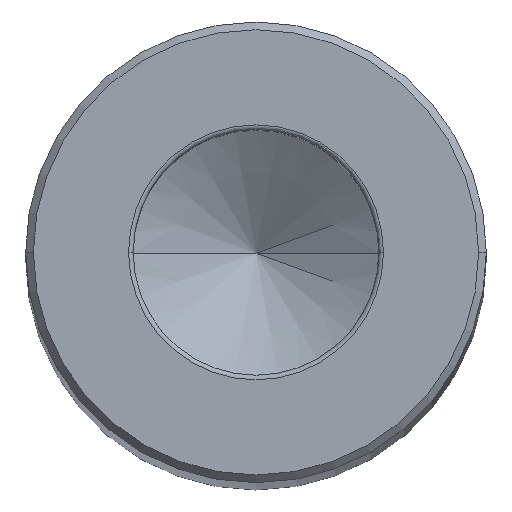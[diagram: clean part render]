
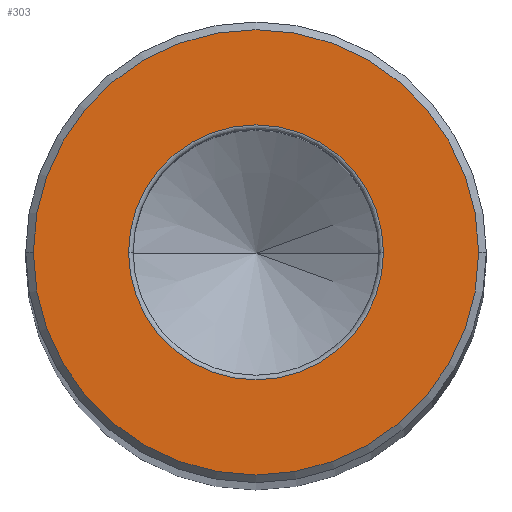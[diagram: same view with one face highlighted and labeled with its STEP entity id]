
A CAD part, top view. The second image highlights one B-rep face of the part: STEP entity #303.
In plain terms, the highlighted planar face has unit normal (0, 0, 1).
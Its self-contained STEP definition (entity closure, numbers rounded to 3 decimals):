
#16 = VERTEX_POINT ( 'NONE', #454 ) ;
#23 = DIRECTION ( 'NONE',  ( 0., 0., 1. ) ) ;
#26 = CARTESIAN_POINT ( 'NONE',  ( 0., 0., 0. ) ) ;
#31 = DIRECTION ( 'NONE',  ( 0., 0., 1. ) ) ;
#41 = CIRCLE ( 'NONE', #309, 8.3 ) ;
#43 = FACE_BOUND ( 'NONE', #235, .T. ) ;
#45 = VERTEX_POINT ( 'NONE', #48 ) ;
#46 = DIRECTION ( 'NONE',  ( 1., 0., 0. ) ) ;
#48 = CARTESIAN_POINT ( 'NONE',  ( 8.3, 0., 0. ) ) ;
#78 = CARTESIAN_POINT ( 'NONE',  ( 14.5, 0., 0. ) ) ;
#111 = DIRECTION ( 'NONE',  ( 0., 0., 1. ) ) ;
#122 = CARTESIAN_POINT ( 'NONE',  ( 0., 0., 0. ) ) ;
#130 = CARTESIAN_POINT ( 'NONE',  ( -14.5, 0., 0. ) ) ;
#143 = DIRECTION ( 'NONE',  ( 0., 0., -1. ) ) ;
#156 = DIRECTION ( 'NONE',  ( 1., 0., 0. ) ) ;
#157 = EDGE_CURVE ( 'NONE', #332, #228, #302, .T. ) ;
#164 = PLANE ( 'NONE',  #358 ) ;
#177 = EDGE_CURVE ( 'NONE', #45, #16, #379, .T. ) ;
#190 = ORIENTED_EDGE ( 'NONE', *, *, #503, .T. ) ;
#195 = AXIS2_PLACEMENT_3D ( 'NONE', #323, #111, #405 ) ;
#216 = EDGE_LOOP ( 'NONE', ( #340, #231 ) ) ;
#221 = DIRECTION ( 'NONE',  ( 1., 0., 0. ) ) ;
#228 = VERTEX_POINT ( 'NONE', #130 ) ;
#231 = ORIENTED_EDGE ( 'NONE', *, *, #157, .T. ) ;
#235 = EDGE_LOOP ( 'NONE', ( #559, #190 ) ) ;
#264 = CARTESIAN_POINT ( 'NONE',  ( 0., 0., 0. ) ) ;
#274 = EDGE_CURVE ( 'NONE', #228, #332, #464, .T. ) ;
#288 = DIRECTION ( 'NONE',  ( 1., 0., 0. ) ) ;
#302 = CIRCLE ( 'NONE', #195, 14.5 ) ;
#303 = ADVANCED_FACE ( 'NONE', ( #43, #528 ), #164, .T. ) ;
#309 = AXIS2_PLACEMENT_3D ( 'NONE', #26, #143, #46 ) ;
#323 = CARTESIAN_POINT ( 'NONE',  ( 0., 0., 0. ) ) ;
#332 = VERTEX_POINT ( 'NONE', #78 ) ;
#340 = ORIENTED_EDGE ( 'NONE', *, *, #274, .T. ) ;
#358 = AXIS2_PLACEMENT_3D ( 'NONE', #264, #23, #221 ) ;
#379 = CIRCLE ( 'NONE', #549, 8.3 ) ;
#405 = DIRECTION ( 'NONE',  ( 1., 0., 0. ) ) ;
#454 = CARTESIAN_POINT ( 'NONE',  ( -8.3, 0., 0. ) ) ;
#463 = CARTESIAN_POINT ( 'NONE',  ( 0., 0., 0. ) ) ;
#464 = CIRCLE ( 'NONE', #592, 14.5 ) ;
#503 = EDGE_CURVE ( 'NONE', #16, #45, #41, .T. ) ;
#528 = FACE_OUTER_BOUND ( 'NONE', #216, .T. ) ;
#549 = AXIS2_PLACEMENT_3D ( 'NONE', #463, #557, #156 ) ;
#557 = DIRECTION ( 'NONE',  ( 0., 0., -1. ) ) ;
#559 = ORIENTED_EDGE ( 'NONE', *, *, #177, .T. ) ;
#592 = AXIS2_PLACEMENT_3D ( 'NONE', #122, #31, #288 ) ;
